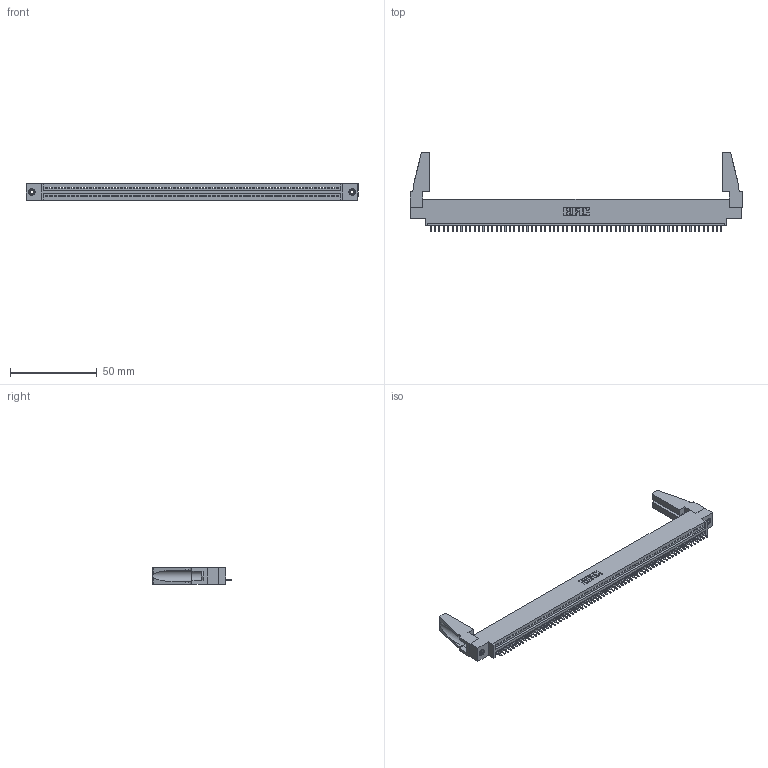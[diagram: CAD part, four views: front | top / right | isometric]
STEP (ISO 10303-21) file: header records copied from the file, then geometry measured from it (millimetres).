
FILE_DESCRIPTION (( 'STEP AP203' ), '1' );
FILE_NAME ('395-067-521-688.STEP', '2019-10-25T11:17:02', ( '' ), ( '' ), 'SwSTEP 2.0', 'SolidWorks 2016', '' );
FILE_SCHEMA (( 'CONFIG_CONTROL_DESIGN' ));
Length unit declared in the file: inch
Products named in the file (5): 345-292-001_345-293-121; 345-220-078_345-220-088; 345 Part_0.170 Offset - 0.156 Dia-TH; 395-067-521-688; 345-250-001_345-250-001-102
Assembly tree (72 placements, depth 2):
  395-067-521-688
    345 Part_0.170 Offset - 0.156 Dia-TH
    345-292-001_345-293-121  x67
    345-250-001_345-250-001-102  x2
    345-220-078_345-220-088  x2
Bounding box: 191.41 x 45.9 x 9.4 mm (x, y, z)
Volume: 21334 mm3; surface area: 26878.8 mm2
Topology: 72 solids, 72 shells, 4140 faces, 12459 edges, 8206 vertices
Faces by surface type: plane 2836, cylinder 1288, cone 12, torus 4
Entity records: 49358 total; most frequent: CARTESIAN_POINT 8539, ORIENTED_EDGE 8500, DIRECTION 7428, EDGE_CURVE 4250, VECTOR 3808, LINE 3808, VERTEX_POINT 2826, AXIS2_PLACEMENT_3D 1810
